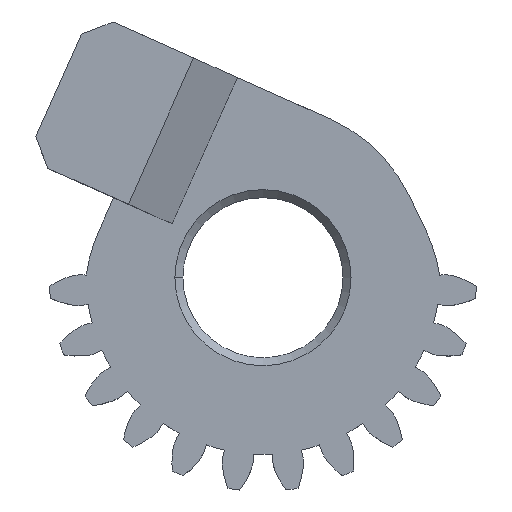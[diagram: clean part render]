
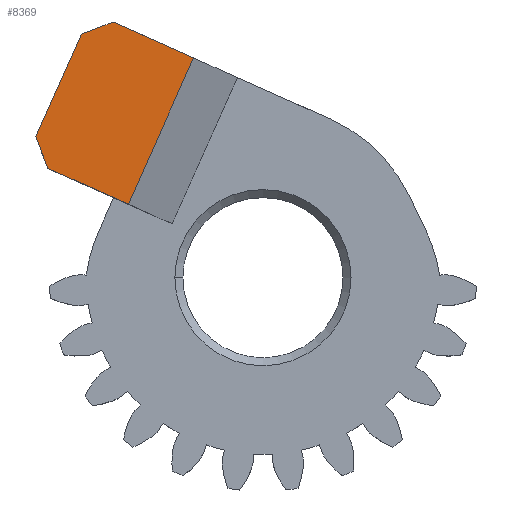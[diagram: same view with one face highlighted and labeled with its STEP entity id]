
A CAD part, top view. The second image highlights one B-rep face of the part: STEP entity #8369.
In plain terms, the highlighted planar face has unit normal (0, 0, 1).
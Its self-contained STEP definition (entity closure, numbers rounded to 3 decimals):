
#715 = DIRECTION ( 'NONE',  ( 0.357, -0.934, 0. ) ) ;
#869 = ORIENTED_EDGE ( 'NONE', *, *, #10120, .T. ) ;
#1585 = ORIENTED_EDGE ( 'NONE', *, *, #10151, .T. ) ;
#1664 = FACE_OUTER_BOUND ( 'NONE', #8643, .T. ) ;
#1889 = CARTESIAN_POINT ( 'NONE',  ( -14.186, 8.807, 6. ) ) ;
#2100 = VERTEX_POINT ( 'NONE', #9048 ) ;
#2112 = VERTEX_POINT ( 'NONE', #9120 ) ;
#2206 = LINE ( 'NONE', #5990, #6012 ) ;
#2421 = ORIENTED_EDGE ( 'NONE', *, *, #10184, .T. ) ;
#2460 = CARTESIAN_POINT ( 'NONE',  ( -10.721, 16.569, 6. ) ) ;
#2725 = LINE ( 'NONE', #4996, #5044 ) ;
#3018 = LINE ( 'NONE', #2460, #4773 ) ;
#3112 = ORIENTED_EDGE ( 'NONE', *, *, #10260, .T. ) ;
#3633 = ORIENTED_EDGE ( 'NONE', *, *, #10274, .T. ) ;
#3819 = DIRECTION ( 'NONE',  ( 1., 0., 0. ) ) ;
#4174 = ORIENTED_EDGE ( 'NONE', *, *, #10338, .T. ) ;
#4224 = LINE ( 'NONE', #7721, #10882 ) ;
#4258 = VERTEX_POINT ( 'NONE', #9644 ) ;
#4524 = VERTEX_POINT ( 'NONE', #7283 ) ;
#4675 = VERTEX_POINT ( 'NONE', #6522 ) ;
#4773 = VECTOR ( 'NONE', #7686, 1000. ) ;
#4996 = CARTESIAN_POINT ( 'NONE',  ( -9.319, 4.992, 6. ) ) ;
#5044 = VECTOR ( 'NONE', #7581, 1000. ) ;
#5101 = DIRECTION ( 'NONE',  ( -0.408, -0.913, 0. ) ) ;
#5213 = VERTEX_POINT ( 'NONE', #1889 ) ;
#5893 = CARTESIAN_POINT ( 'NONE',  ( -4.329, 13.715, 6. ) ) ;
#5990 = CARTESIAN_POINT ( 'NONE',  ( -6.065, -12.412, 6. ) ) ;
#6012 = VECTOR ( 'NONE', #715, 1000. ) ;
#6522 = CARTESIAN_POINT ( 'NONE',  ( -11.333, 15.199, 6. ) ) ;
#6559 = VECTOR ( 'NONE', #6838, 1000. ) ;
#6838 = DIRECTION ( 'NONE',  ( -0.934, -0.357, 0. ) ) ;
#7098 = VECTOR ( 'NONE', #11065, 1000. ) ;
#7211 = PLANE ( 'NONE',  #7674 ) ;
#7283 = CARTESIAN_POINT ( 'NONE',  ( -9.351, 15.957, 6. ) ) ;
#7581 = DIRECTION ( 'NONE',  ( 0.913, -0.408, 0. ) ) ;
#7674 = AXIS2_PLACEMENT_3D ( 'NONE', #8163, #9047, #3819 ) ;
#7686 = DIRECTION ( 'NONE',  ( -0.913, 0.408, 0. ) ) ;
#7721 = CARTESIAN_POINT ( 'NONE',  ( -14.798, 7.437, 6. ) ) ;
#8163 = CARTESIAN_POINT ( 'NONE',  ( -4.245, -11.716, 6. ) ) ;
#8369 = ADVANCED_FACE ( 'NONE', ( #1664 ), #7211, .T. ) ;
#8595 = CARTESIAN_POINT ( 'NONE',  ( -14.135, 14.127, 6. ) ) ;
#8643 = EDGE_LOOP ( 'NONE', ( #869, #1585, #2421, #3112, #3633, #4174 ) ) ;
#8870 = LINE ( 'NONE', #8595, #6559 ) ;
#9047 = DIRECTION ( 'NONE',  ( 0., 0., 1. ) ) ;
#9048 = CARTESIAN_POINT ( 'NONE',  ( -8.406, 4.584, 6. ) ) ;
#9120 = CARTESIAN_POINT ( 'NONE',  ( -13.428, 6.826, 6. ) ) ;
#9418 = LINE ( 'NONE', #5893, #7098 ) ;
#9644 = CARTESIAN_POINT ( 'NONE',  ( -4.329, 13.715, 6. ) ) ;
#10120 = EDGE_CURVE ( 'NONE', #2112, #2100, #2725, .T. ) ;
#10151 = EDGE_CURVE ( 'NONE', #2100, #4258, #9418, .T. ) ;
#10184 = EDGE_CURVE ( 'NONE', #4258, #4524, #3018, .T. ) ;
#10260 = EDGE_CURVE ( 'NONE', #4524, #4675, #8870, .T. ) ;
#10274 = EDGE_CURVE ( 'NONE', #4675, #5213, #4224, .T. ) ;
#10338 = EDGE_CURVE ( 'NONE', #5213, #2112, #2206, .T. ) ;
#10882 = VECTOR ( 'NONE', #5101, 1000. ) ;
#11065 = DIRECTION ( 'NONE',  ( 0.408, 0.913, 0. ) ) ;
